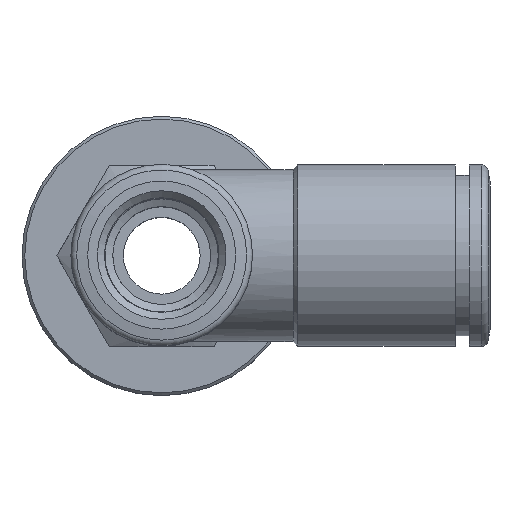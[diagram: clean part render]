
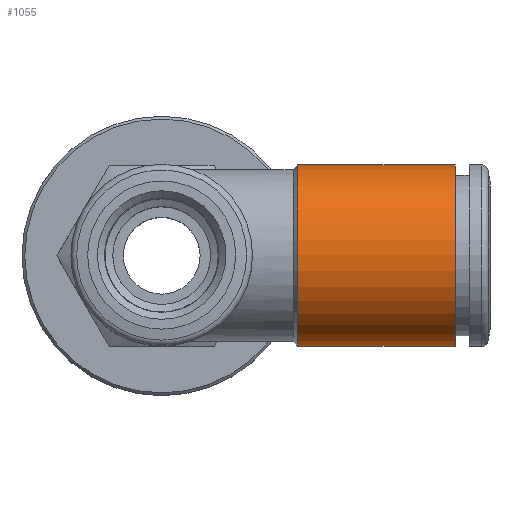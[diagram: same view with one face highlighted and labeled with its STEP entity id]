
A CAD part, top view. The second image highlights one B-rep face of the part: STEP entity #1055.
In plain terms, the highlighted cylindrical face has radius 6.5 mm (diameter 13 mm), a full revolution.
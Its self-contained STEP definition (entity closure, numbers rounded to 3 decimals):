
#42=CYLINDRICAL_SURFACE('',#1212,6.5);
#140=FACE_BOUND('',#441,.T.);
#293=FACE_OUTER_BOUND('',#440,.T.);
#440=EDGE_LOOP('',(#645));
#441=EDGE_LOOP('',(#646));
#645=ORIENTED_EDGE('',*,*,#782,.T.);
#646=ORIENTED_EDGE('',*,*,#781,.F.);
#781=EDGE_CURVE('',#881,#881,#962,.T.);
#782=EDGE_CURVE('',#882,#882,#963,.T.);
#881=VERTEX_POINT('',#2062);
#882=VERTEX_POINT('',#2065);
#962=CIRCLE('',#1211,6.5);
#963=CIRCLE('',#1213,6.5);
#1055=ADVANCED_FACE('',(#293,#140),#42,.T.);
#1211=AXIS2_PLACEMENT_3D('',#2063,#1529,#1530);
#1212=AXIS2_PLACEMENT_3D('',#2064,#1531,#1532);
#1213=AXIS2_PLACEMENT_3D('',#2066,#1533,#1534);
#1529=DIRECTION('center_axis',(1.,0.,0.));
#1530=DIRECTION('ref_axis',(0.,0.,-1.));
#1531=DIRECTION('center_axis',(1.,0.,0.));
#1532=DIRECTION('ref_axis',(0.,0.,-1.));
#1533=DIRECTION('center_axis',(1.,0.,0.));
#1534=DIRECTION('ref_axis',(0.,0.,-1.));
#2062=CARTESIAN_POINT('',(41.45,12.801,22.94));
#2063=CARTESIAN_POINT('Origin',(41.45,12.801,29.44));
#2064=CARTESIAN_POINT('Origin',(30.2,12.801,29.44));
#2065=CARTESIAN_POINT('',(30.2,12.801,22.94));
#2066=CARTESIAN_POINT('Origin',(30.2,12.801,29.44));
